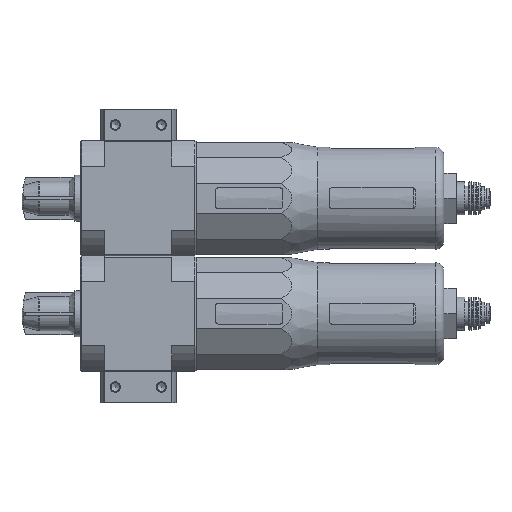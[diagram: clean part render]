
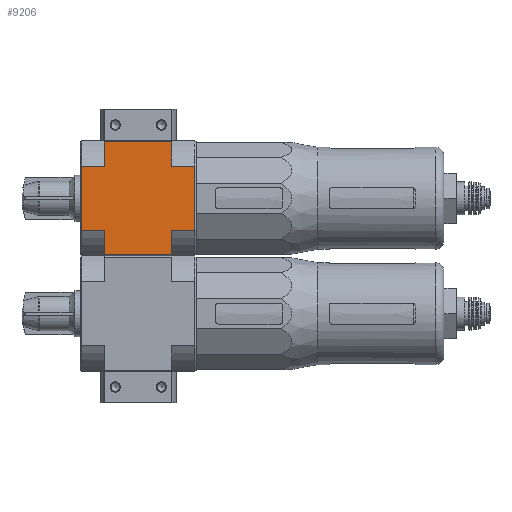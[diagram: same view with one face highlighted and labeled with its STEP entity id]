
A CAD part, left-side view. The second image highlights one B-rep face of the part: STEP entity #9206.
In plain terms, the highlighted face is planar.
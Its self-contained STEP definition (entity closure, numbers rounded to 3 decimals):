
#2372=ORIENTED_EDGE('',*,*,#4357,.T.);
#2373=ORIENTED_EDGE('',*,*,#4354,.F.);
#2374=ORIENTED_EDGE('',*,*,#4374,.T.);
#2375=ORIENTED_EDGE('',*,*,#4352,.F.);
#2376=ORIENTED_EDGE('',*,*,#4347,.T.);
#2377=ORIENTED_EDGE('',*,*,#4344,.F.);
#2378=ORIENTED_EDGE('',*,*,#4342,.F.);
#2379=ORIENTED_EDGE('',*,*,#4339,.T.);
#2380=ORIENTED_EDGE('',*,*,#4337,.F.);
#2381=ORIENTED_EDGE('',*,*,#4335,.T.);
#2382=ORIENTED_EDGE('',*,*,#4333,.F.);
#2383=ORIENTED_EDGE('',*,*,#4331,.T.);
#4331=EDGE_CURVE('',#5442,#5444,#6207,.T.);
#4333=EDGE_CURVE('',#5442,#5446,#6209,.T.);
#4335=EDGE_CURVE('',#5405,#5446,#6210,.T.);
#4337=EDGE_CURVE('',#5405,#5411,#6212,.T.);
#4339=EDGE_CURVE('',#5448,#5411,#6214,.F.);
#4342=EDGE_CURVE('',#5448,#5450,#6216,.T.);
#4344=EDGE_CURVE('',#5450,#5451,#6218,.T.);
#4347=EDGE_CURVE('',#5453,#5451,#6221,.T.);
#4352=EDGE_CURVE('',#5453,#5455,#6224,.F.);
#4354=EDGE_CURVE('',#5458,#5459,#6225,.T.);
#4357=EDGE_CURVE('',#5444,#5459,#6227,.T.);
#4374=EDGE_CURVE('',#5458,#5455,#6232,.T.);
#5405=VERTEX_POINT('',#17871);
#5411=VERTEX_POINT('',#17897);
#5442=VERTEX_POINT('',#17995);
#5444=VERTEX_POINT('',#17999);
#5446=VERTEX_POINT('',#18005);
#5448=VERTEX_POINT('',#18016);
#5450=VERTEX_POINT('',#18022);
#5451=VERTEX_POINT('',#18026);
#5453=VERTEX_POINT('',#18032);
#5455=VERTEX_POINT('',#18038);
#5458=VERTEX_POINT('',#18045);
#5459=VERTEX_POINT('',#18047);
#6207=LINE('',#18000,#6800);
#6209=LINE('',#18004,#6802);
#6210=LINE('',#18008,#6803);
#6212=LINE('',#18011,#6805);
#6214=LINE('',#18015,#6807);
#6216=LINE('',#18021,#6809);
#6218=LINE('',#18025,#6811);
#6221=LINE('',#18031,#6814);
#6224=LINE('',#18041,#6817);
#6225=LINE('',#18046,#6818);
#6227=LINE('',#18052,#6820);
#6232=LINE('',#18109,#6825);
#6800=VECTOR('',#14831,1000.);
#6802=VECTOR('',#14835,1000.);
#6803=VECTOR('',#14840,1000.);
#6805=VECTOR('',#14844,1000.);
#6807=VECTOR('',#14848,1000.);
#6809=VECTOR('',#14854,1000.);
#6811=VECTOR('',#14858,1000.);
#6814=VECTOR('',#14863,1000.);
#6817=VECTOR('',#14872,1000.);
#6818=VECTOR('',#14877,1000.);
#6820=VECTOR('',#14883,1000.);
#6825=VECTOR('',#14912,1000.);
#7452=EDGE_LOOP('',(#2372,#2373,#2374,#2375,#2376,#2377,#2378,#2379,#2380,
#2381,#2382,#2383));
#8236=FACE_BOUND('',#7452,.T.);
#8787=PLANE('',#13024);
#9206=ADVANCED_FACE('',(#8236),#8787,.F.);
#13024=AXIS2_PLACEMENT_3D('',#18108,#14910,#14911);
#14831=DIRECTION('',(0.,-1.,0.));
#14835=DIRECTION('',(-1.,0.,0.));
#14840=DIRECTION('',(0.,-1.,0.));
#14844=DIRECTION('',(-1.,0.,0.));
#14848=DIRECTION('',(0.,-1.,0.));
#14854=DIRECTION('',(-1.,0.,0.));
#14858=DIRECTION('',(0.,-1.,0.));
#14863=DIRECTION('',(-1.,0.,0.));
#14872=DIRECTION('',(0.,1.,0.));
#14877=DIRECTION('',(0.,1.,0.));
#14883=DIRECTION('',(-1.,0.,0.));
#14910=DIRECTION('',(0.,0.,1.));
#14911=DIRECTION('',(1.,0.,0.));
#14912=DIRECTION('',(-1.,0.,0.));
#17871=CARTESIAN_POINT('',(15.362,27.,-27.5));
#17897=CARTESIAN_POINT('',(-15.362,27.,-27.5));
#17995=CARTESIAN_POINT('',(27.,16.,-27.5));
#17999=CARTESIAN_POINT('',(27.,-16.,-27.5));
#18000=CARTESIAN_POINT('',(27.,27.5,-27.5));
#18004=CARTESIAN_POINT('',(27.,16.,-27.5));
#18005=CARTESIAN_POINT('',(15.362,16.,-27.5));
#18008=CARTESIAN_POINT('',(15.362,36.,-27.5));
#18011=CARTESIAN_POINT('',(20.,27.,-27.5));
#18015=CARTESIAN_POINT('',(-15.362,36.,-27.5));
#18016=CARTESIAN_POINT('',(-15.362,16.,-27.5));
#18021=CARTESIAN_POINT('',(27.,16.,-27.5));
#18022=CARTESIAN_POINT('',(-27.,16.,-27.5));
#18025=CARTESIAN_POINT('',(-27.,27.5,-27.5));
#18026=CARTESIAN_POINT('',(-27.,-16.,-27.5));
#18031=CARTESIAN_POINT('',(27.,-16.,-27.5));
#18032=CARTESIAN_POINT('',(-15.362,-16.,-27.5));
#18038=CARTESIAN_POINT('',(-15.362,-27.,-27.5));
#18041=CARTESIAN_POINT('',(-15.362,-36.,-27.5));
#18045=CARTESIAN_POINT('',(15.362,-27.,-27.5));
#18046=CARTESIAN_POINT('',(15.362,-36.,-27.5));
#18047=CARTESIAN_POINT('',(15.362,-16.,-27.5));
#18052=CARTESIAN_POINT('',(27.,-16.,-27.5));
#18108=CARTESIAN_POINT('',(27.,27.5,-27.5));
#18109=CARTESIAN_POINT('',(20.,-27.,-27.5));
